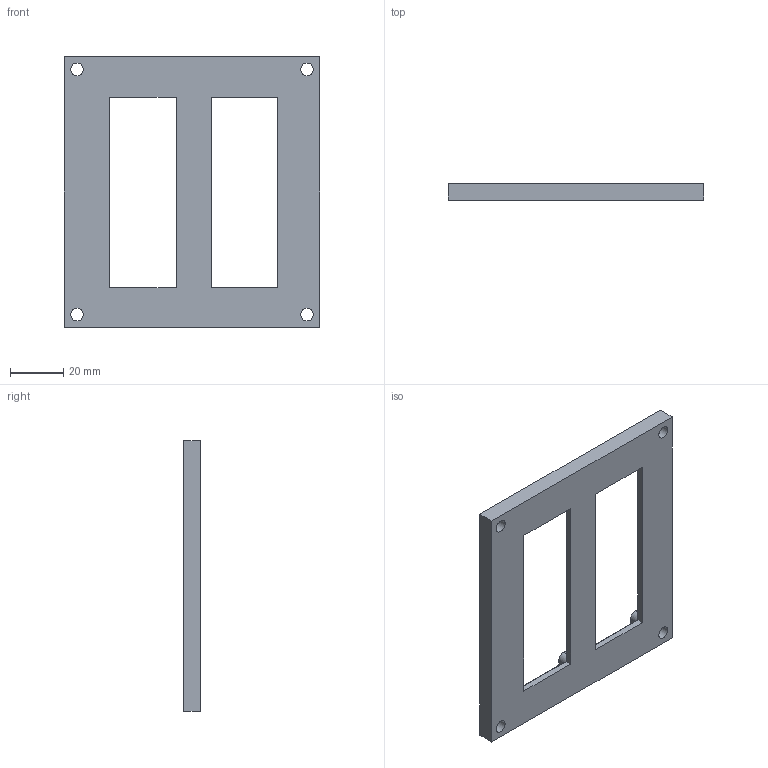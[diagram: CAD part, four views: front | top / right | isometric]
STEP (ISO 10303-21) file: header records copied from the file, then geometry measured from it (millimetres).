
FILE_DESCRIPTION(/* description */ (''),/* implementation_level */ '2;1');
FILE_NAME(/* name */ 'LCD Display Mounting.stp',/* time_stamp */ '2022-07-11T11:09:26-04:00',/* author */ ('27027'),/* organization */ (''),/* preprocessor_version */ 'ST-DEVELOPER v18.1',/* originating_system */ 'Autodesk Inventor 2022',/* authorisation */ '');
FILE_SCHEMA (('AUTOMOTIVE_DESIGN { 1 0 10303 214 3 1 1 }'));
Length unit declared in the file: inch
Products named in the file (1): LCD_Display_Mounting_2
Bounding box: 96.23 x 6.35 x 101.98 mm (x, y, z)
Volume: 30581.6 mm3; surface area: 17587.2 mm2
Topology: 1 solids, 1 shells, 63 faces, 172 edges, 133 vertices
Faces by surface type: plane 43, cylinder 20
Full cylindrical faces by diameter (mm): 1.613 x8, 4.762 x4
Entity records: 2006 total; most frequent: CARTESIAN_POINT 353, DIRECTION 332, ORIENTED_EDGE 312, EDGE_CURVE 156, LINE 116, VECTOR 116, AXIS2_PLACEMENT_3D 108, VERTEX_POINT 104
